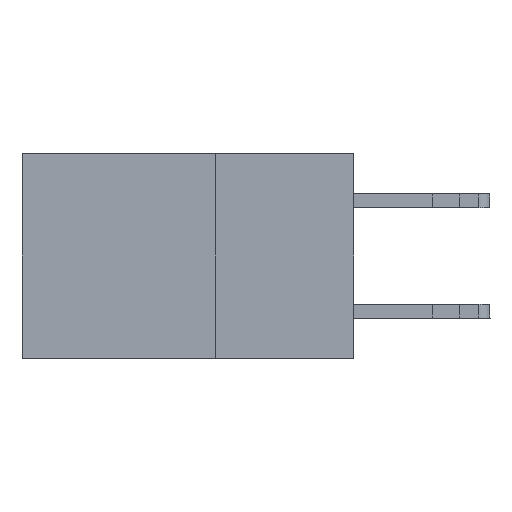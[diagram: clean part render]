
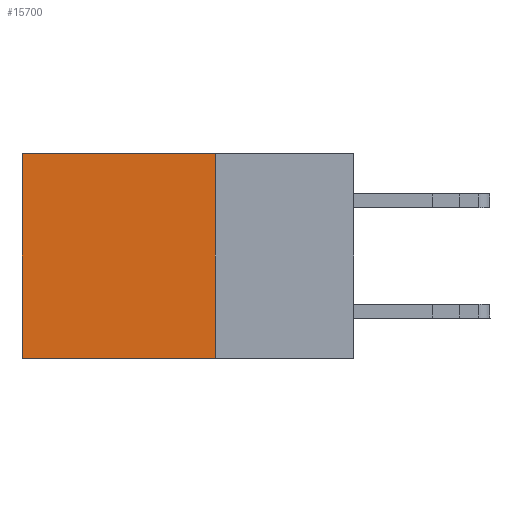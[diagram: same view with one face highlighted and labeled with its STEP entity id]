
A CAD part, left-side view. The second image highlights one B-rep face of the part: STEP entity #15700.
In plain terms, the highlighted planar face has unit normal (-1, 0, 0).
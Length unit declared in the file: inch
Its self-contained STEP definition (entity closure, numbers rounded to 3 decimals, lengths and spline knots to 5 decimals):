
#85 = CARTESIAN_POINT ( 'NONE',  ( 0.2875, 0.25, -0.37 ) ) ;
#209 = DIRECTION ( 'NONE',  ( 0., 0., -1. ) ) ;
#564 = VERTEX_POINT ( 'NONE', #4547 ) ;
#766 = LINE ( 'NONE', #13802, #25517 ) ;
#3956 = ORIENTED_EDGE ( 'NONE', *, *, #14139, .F. ) ;
#3972 = ORIENTED_EDGE ( 'NONE', *, *, #14086, .T. ) ;
#4547 = CARTESIAN_POINT ( 'NONE',  ( 0.2875, 0.6, -0.37 ) ) ;
#4972 = AXIS2_PLACEMENT_3D ( 'NONE', #14255, #25490, #209 ) ;
#9062 = DIRECTION ( 'NONE',  ( 0., 1., 0. ) ) ;
#9540 = EDGE_LOOP ( 'NONE', ( #19938, #3956, #25649, #3972 ) ) ;
#9620 = DIRECTION ( 'NONE',  ( 0., 1., 0. ) ) ;
#10655 = CARTESIAN_POINT ( 'NONE',  ( 0.2875, 0.25, 0. ) ) ;
#12225 = VECTOR ( 'NONE', #9620, 39.37008 ) ;
#13703 = CARTESIAN_POINT ( 'NONE',  ( 0.2875, 0.6, 0. ) ) ;
#13802 = CARTESIAN_POINT ( 'NONE',  ( 0.2875, 0.25, 0. ) ) ;
#14086 = EDGE_CURVE ( 'NONE', #16180, #17223, #766, .T. ) ;
#14139 = EDGE_CURVE ( 'NONE', #27155, #564, #18365, .T. ) ;
#14255 = CARTESIAN_POINT ( 'NONE',  ( 0.2875, 0.25, 0. ) ) ;
#14284 = CARTESIAN_POINT ( 'NONE',  ( 0.2875, 0.25, -0.37 ) ) ;
#15467 = LINE ( 'NONE', #10655, #23355 ) ;
#15700 = ADVANCED_FACE ( 'NONE', ( #18301 ), #20977, .F. ) ;
#16180 = VERTEX_POINT ( 'NONE', #24961 ) ;
#17223 = VERTEX_POINT ( 'NONE', #24026 ) ;
#18301 = FACE_OUTER_BOUND ( 'NONE', #9540, .T. ) ;
#18365 = LINE ( 'NONE', #14284, #12225 ) ;
#19938 = ORIENTED_EDGE ( 'NONE', *, *, #20205, .T. ) ;
#20205 = EDGE_CURVE ( 'NONE', #17223, #564, #23337, .T. ) ;
#20977 = PLANE ( 'NONE',  #4972 ) ;
#23201 = EDGE_CURVE ( 'NONE', #16180, #27155, #15467, .T. ) ;
#23337 = LINE ( 'NONE', #13703, #27586 ) ;
#23355 = VECTOR ( 'NONE', #26825, 39.37008 ) ;
#24026 = CARTESIAN_POINT ( 'NONE',  ( 0.2875, 0.6, 0. ) ) ;
#24961 = CARTESIAN_POINT ( 'NONE',  ( 0.2875, 0.25, 0. ) ) ;
#25490 = DIRECTION ( 'NONE',  ( 1., 0., 0. ) ) ;
#25517 = VECTOR ( 'NONE', #9062, 39.37008 ) ;
#25649 = ORIENTED_EDGE ( 'NONE', *, *, #23201, .F. ) ;
#26825 = DIRECTION ( 'NONE',  ( 0., 0., -1. ) ) ;
#27047 = DIRECTION ( 'NONE',  ( 0., 0., -1. ) ) ;
#27155 = VERTEX_POINT ( 'NONE', #85 ) ;
#27586 = VECTOR ( 'NONE', #27047, 39.37008 ) ;
